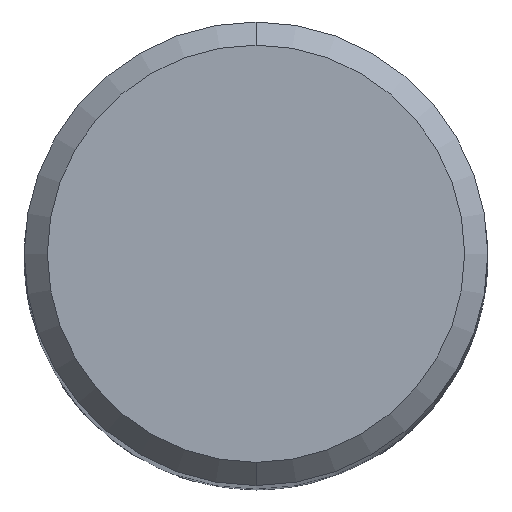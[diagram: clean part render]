
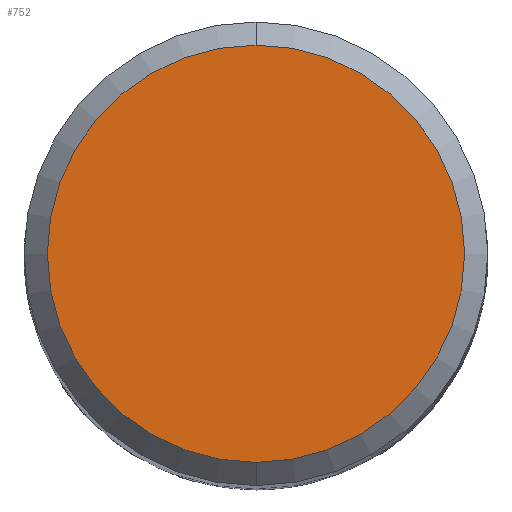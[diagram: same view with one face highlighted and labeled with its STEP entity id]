
A CAD part, top view. The second image highlights one B-rep face of the part: STEP entity #752.
In plain terms, the highlighted planar face has unit normal (0, 0, 1).
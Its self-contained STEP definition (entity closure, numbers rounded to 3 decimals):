
#544=EDGE_CURVE('',#1012,#924,#1394,.T.);
#670=EDGE_CURVE('',#924,#1012,#1533,.T.);
#752=ADVANCED_FACE('',(#1620),#1621,.T.);
#924=VERTEX_POINT('',#1810);
#1012=VERTEX_POINT('',#1903);
#1394=CIRCLE('',#2935,4.5);
#1533=CIRCLE('',#3421,4.5);
#1620=FACE_OUTER_BOUND('',#3832,.T.);
#1621=PLANE('',#3833);
#1810=CARTESIAN_POINT('',(0.,-4.5,0.0));
#1903=CARTESIAN_POINT('',(0.0,4.5,0.0));
#2935=AXIS2_PLACEMENT_3D('',#7127,#7128,#7129);
#3421=AXIS2_PLACEMENT_3D('',#7274,#7275,#7276);
#3832=EDGE_LOOP('',(#7364,#7365));
#3833=AXIS2_PLACEMENT_3D('',#7366,#7367,#7368);
#7127=CARTESIAN_POINT('',(0.0,0.0,0.0));
#7128=DIRECTION('',(0.0,0.0,-1.0));
#7129=DIRECTION('',(0.0,1.0,0.0));
#7274=CARTESIAN_POINT('',(0.0,0.0,0.0));
#7275=DIRECTION('',(0.0,0.0,-1.0));
#7276=DIRECTION('',(0.0,1.0,0.0));
#7364=ORIENTED_EDGE('',*,*,#544,.F.);
#7365=ORIENTED_EDGE('',*,*,#670,.F.);
#7366=CARTESIAN_POINT('',(0.0,2.25,0.0));
#7367=DIRECTION('',(-0.0,0.0,1.0));
#7368=DIRECTION('',(0.0,-1.0,0.0));
